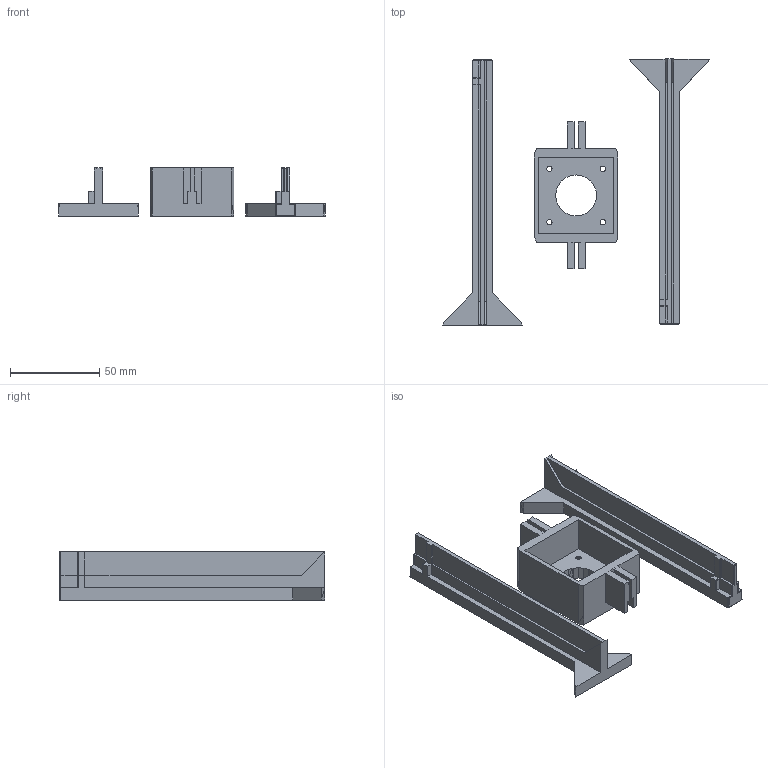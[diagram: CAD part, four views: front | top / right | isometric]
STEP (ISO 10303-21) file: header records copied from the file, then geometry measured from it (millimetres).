
FILE_DESCRIPTION(('FreeCAD Model'),'2;1');
FILE_NAME('Open CASCADE Shape Model','2025-06-15T10:39:08',(''),(''), 'Open CASCADE STEP processor 7.8','FreeCAD','Unknown');
FILE_SCHEMA(('AUTOMOTIVE_DESIGN { 1 0 10303 214 1 1 1 1 }'));
Length unit declared in the file: millimetre
Products named in the file (1): Turntable_Base_Large_Version_35cm_split_version_by_Paul001 (Solid)001
Bounding box: 149.42 x 149.27 x 27 mm (x, y, z)
Volume: 77590.2 mm3; surface area: 41920.6 mm2
Topology: 3 solids, 3 shells, 532 faces, 1261 edges, 740 vertices
Faces by surface type: plane 532
Entity records: 31020 total; most frequent: CARTESIAN_POINT 5056, DIRECTION 4849, LINE 3783, VECTOR 3783, ORIENTED_EDGE 2522, PCURVE 2522, DEFINITIONAL_REPRESENTATION 2522, EDGE_CURVE 1261
